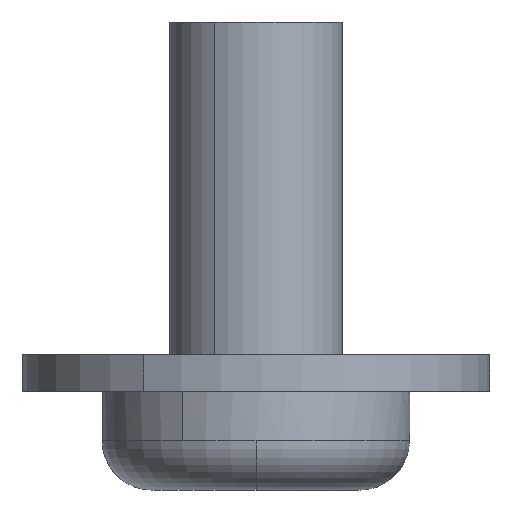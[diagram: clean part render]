
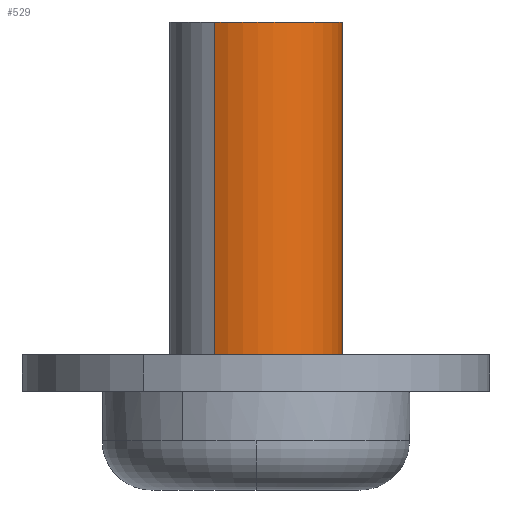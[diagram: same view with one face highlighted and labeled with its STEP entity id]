
A CAD part, left-side view. The second image highlights one B-rep face of the part: STEP entity #529.
In plain terms, the highlighted cylindrical face has radius 0.7 mm (diameter 1.4 mm), a partial arc.
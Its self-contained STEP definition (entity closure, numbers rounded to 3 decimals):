
#488=CARTESIAN_POINT('',(-27.28,0.,1.25));
#489=DIRECTION('',(0.0,0.0,-1.0));
#490=DIRECTION('',(-0.878,0.479,0.0));
#491=AXIS2_PLACEMENT_3D('',#488,#489,#490);
#492=CYLINDRICAL_SURFACE('',#491,0.7);
#493=CARTESIAN_POINT('',(-27.894,0.336,-1.9));
#494=VERTEX_POINT('',#493);
#495=CARTESIAN_POINT('',(-27.894,0.336,1.1));
#496=VERTEX_POINT('',#495);
#497=CARTESIAN_POINT('',(-27.894,0.336,-1.9));
#498=DIRECTION('',(0.0,0.0,1.0));
#499=VECTOR('',#498,3.0);
#500=LINE('',#497,#499);
#501=EDGE_CURVE('',#494,#496,#500,.T.);
#502=ORIENTED_EDGE('',*,*,#501,.F.);
#503=CARTESIAN_POINT('',(-26.666,-0.336,-1.9));
#504=VERTEX_POINT('',#503);
#505=CARTESIAN_POINT('',(-27.28,0.,-1.9));
#506=DIRECTION('',(0.0,0.0,-1.0));
#507=DIRECTION('',(1.0,0.0,0.0));
#508=AXIS2_PLACEMENT_3D('',#505,#506,#507);
#509=CIRCLE('',#508,0.7);
#510=EDGE_CURVE('',#504,#494,#509,.T.);
#511=ORIENTED_EDGE('',*,*,#510,.F.);
#512=CARTESIAN_POINT('',(-26.666,-0.336,1.1));
#513=VERTEX_POINT('',#512);
#514=CARTESIAN_POINT('',(-26.666,-0.336,-1.9));
#515=DIRECTION('',(0.0,0.0,1.0));
#516=VECTOR('',#515,3.0);
#517=LINE('',#514,#516);
#518=EDGE_CURVE('',#504,#513,#517,.T.);
#519=ORIENTED_EDGE('',*,*,#518,.T.);
#520=CARTESIAN_POINT('',(-27.28,0.,1.1));
#521=DIRECTION('',(0.0,0.0,-1.0));
#522=DIRECTION('',(1.0,0.0,0.0));
#523=AXIS2_PLACEMENT_3D('',#520,#521,#522);
#524=CIRCLE('',#523,0.7);
#525=EDGE_CURVE('',#513,#496,#524,.T.);
#526=ORIENTED_EDGE('',*,*,#525,.T.);
#527=EDGE_LOOP('',(#502,#511,#519,#526));
#528=FACE_OUTER_BOUND('',#527,.T.);
#529=ADVANCED_FACE('',(#528),#492,.T.);
